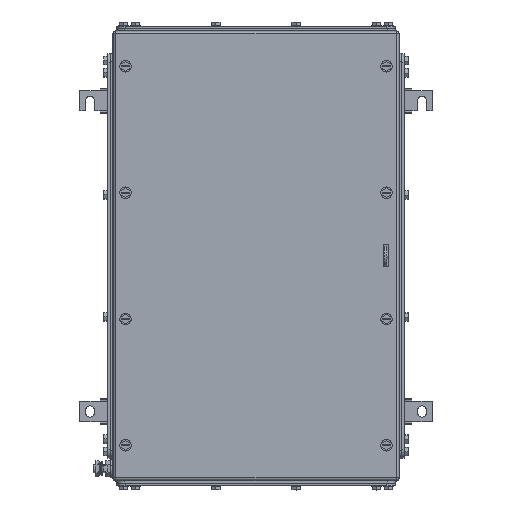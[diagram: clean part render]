
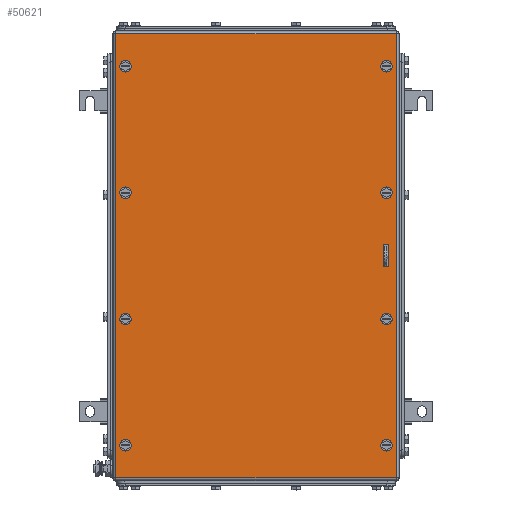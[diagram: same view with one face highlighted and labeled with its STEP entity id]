
A CAD part, top view. The second image highlights one B-rep face of the part: STEP entity #50621.
In plain terms, the highlighted planar face has unit normal (0, 0, 1).
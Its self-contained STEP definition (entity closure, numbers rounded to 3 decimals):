
#50389=AXIS2_PLACEMENT_3D('Circle Axis2P3D',#50387,#50388,$) ;
#50416=AXIS2_PLACEMENT_3D('Plane Axis2P3D',#50413,#50414,#50415) ;
#50454=AXIS2_PLACEMENT_3D('Circle Axis2P3D',#50452,#50453,$) ;
#50463=AXIS2_PLACEMENT_3D('Circle Axis2P3D',#50461,#50462,$) ;
#50472=AXIS2_PLACEMENT_3D('Circle Axis2P3D',#50470,#50471,$) ;
#50481=AXIS2_PLACEMENT_3D('Circle Axis2P3D',#50479,#50480,$) ;
#50490=AXIS2_PLACEMENT_3D('Circle Axis2P3D',#50488,#50489,$) ;
#50499=AXIS2_PLACEMENT_3D('Circle Axis2P3D',#50497,#50498,$) ;
#50508=AXIS2_PLACEMENT_3D('Circle Axis2P3D',#50506,#50507,$) ;
#50517=AXIS2_PLACEMENT_3D('Circle Axis2P3D',#50515,#50516,$) ;
#50526=AXIS2_PLACEMENT_3D('Circle Axis2P3D',#50524,#50525,$) ;
#50535=AXIS2_PLACEMENT_3D('Circle Axis2P3D',#50533,#50534,$) ;
#50544=AXIS2_PLACEMENT_3D('Circle Axis2P3D',#50542,#50543,$) ;
#50553=AXIS2_PLACEMENT_3D('Circle Axis2P3D',#50551,#50552,$) ;
#50562=AXIS2_PLACEMENT_3D('Circle Axis2P3D',#50560,#50561,$) ;
#50571=AXIS2_PLACEMENT_3D('Circle Axis2P3D',#50569,#50570,$) ;
#50580=AXIS2_PLACEMENT_3D('Circle Axis2P3D',#50578,#50579,$) ;
#50384=CARTESIAN_POINT('Vertex',(59.5,208.75,203.5)) ;
#50387=CARTESIAN_POINT('Axis2P3D Location',(56.,208.75,203.5)) ;
#50391=CARTESIAN_POINT('Vertex',(52.5,208.75,203.5)) ;
#50413=CARTESIAN_POINT('Axis2P3D Location',(215.5,286.,203.5)) ;
#50418=CARTESIAN_POINT('Line Origine',(215.5,557.5,203.5)) ;
#50422=CARTESIAN_POINT('Vertex',(387.,557.5,203.5)) ;
#50424=CARTESIAN_POINT('Vertex',(44.,557.5,203.5)) ;
#50427=CARTESIAN_POINT('Line Origine',(44.,286.,203.5)) ;
#50431=CARTESIAN_POINT('Vertex',(44.,14.5,203.5)) ;
#50434=CARTESIAN_POINT('Line Origine',(215.5,14.5,203.5)) ;
#50438=CARTESIAN_POINT('Vertex',(387.,14.5,203.5)) ;
#50441=CARTESIAN_POINT('Line Origine',(387.,286.,203.5)) ;
#50452=CARTESIAN_POINT('Axis2P3D Location',(56.,208.75,203.5)) ;
#50461=CARTESIAN_POINT('Axis2P3D Location',(56.,363.25,203.5)) ;
#50465=CARTESIAN_POINT('Vertex',(52.5,363.25,203.5)) ;
#50467=CARTESIAN_POINT('Vertex',(59.5,363.25,203.5)) ;
#50470=CARTESIAN_POINT('Axis2P3D Location',(56.,363.25,203.5)) ;
#50479=CARTESIAN_POINT('Axis2P3D Location',(375.,208.75,203.5)) ;
#50483=CARTESIAN_POINT('Vertex',(378.5,208.75,203.5)) ;
#50485=CARTESIAN_POINT('Vertex',(371.5,208.75,203.5)) ;
#50488=CARTESIAN_POINT('Axis2P3D Location',(375.,208.75,203.5)) ;
#50497=CARTESIAN_POINT('Axis2P3D Location',(375.,363.25,203.5)) ;
#50501=CARTESIAN_POINT('Vertex',(378.5,363.25,203.5)) ;
#50503=CARTESIAN_POINT('Vertex',(371.5,363.25,203.5)) ;
#50506=CARTESIAN_POINT('Axis2P3D Location',(375.,363.25,203.5)) ;
#50515=CARTESIAN_POINT('Axis2P3D Location',(56.,517.75,203.5)) ;
#50519=CARTESIAN_POINT('Vertex',(52.5,517.75,203.5)) ;
#50521=CARTESIAN_POINT('Vertex',(59.5,517.75,203.5)) ;
#50524=CARTESIAN_POINT('Axis2P3D Location',(56.,517.75,203.5)) ;
#50533=CARTESIAN_POINT('Axis2P3D Location',(56.,54.25,203.5)) ;
#50537=CARTESIAN_POINT('Vertex',(52.5,54.25,203.5)) ;
#50539=CARTESIAN_POINT('Vertex',(59.5,54.25,203.5)) ;
#50542=CARTESIAN_POINT('Axis2P3D Location',(56.,54.25,203.5)) ;
#50551=CARTESIAN_POINT('Axis2P3D Location',(375.,54.25,203.5)) ;
#50555=CARTESIAN_POINT('Vertex',(378.5,54.25,203.5)) ;
#50557=CARTESIAN_POINT('Vertex',(371.5,54.25,203.5)) ;
#50560=CARTESIAN_POINT('Axis2P3D Location',(375.,54.25,203.5)) ;
#50569=CARTESIAN_POINT('Axis2P3D Location',(375.,517.75,203.5)) ;
#50573=CARTESIAN_POINT('Vertex',(378.5,517.75,203.5)) ;
#50575=CARTESIAN_POINT('Vertex',(371.5,517.75,203.5)) ;
#50578=CARTESIAN_POINT('Axis2P3D Location',(375.,517.75,203.5)) ;
#50587=CARTESIAN_POINT('Line Origine',(374.75,272.5,203.5)) ;
#50591=CARTESIAN_POINT('Vertex',(378.,272.5,203.5)) ;
#50593=CARTESIAN_POINT('Vertex',(371.5,272.5,203.5)) ;
#50596=CARTESIAN_POINT('Line Origine',(371.5,286.,203.5)) ;
#50600=CARTESIAN_POINT('Vertex',(371.5,299.5,203.5)) ;
#50603=CARTESIAN_POINT('Line Origine',(374.75,299.5,203.5)) ;
#50607=CARTESIAN_POINT('Vertex',(378.,299.5,203.5)) ;
#50610=CARTESIAN_POINT('Line Origine',(378.,286.,203.5)) ;
#50388=DIRECTION('Axis2P3D Direction',(0.,0.,1.)) ;
#50414=DIRECTION('Axis2P3D Direction',(0.,0.,1.)) ;
#50415=DIRECTION('Axis2P3D XDirection',(1.,0.,0.)) ;
#50419=DIRECTION('Vector Direction',(1.,0.,0.)) ;
#50428=DIRECTION('Vector Direction',(0.,-1.,0.)) ;
#50435=DIRECTION('Vector Direction',(1.,0.,0.)) ;
#50442=DIRECTION('Vector Direction',(0.,1.,0.)) ;
#50453=DIRECTION('Axis2P3D Direction',(0.,0.,1.)) ;
#50462=DIRECTION('Axis2P3D Direction',(0.,0.,1.)) ;
#50471=DIRECTION('Axis2P3D Direction',(0.,0.,1.)) ;
#50480=DIRECTION('Axis2P3D Direction',(0.,0.,1.)) ;
#50489=DIRECTION('Axis2P3D Direction',(0.,0.,1.)) ;
#50498=DIRECTION('Axis2P3D Direction',(0.,0.,1.)) ;
#50507=DIRECTION('Axis2P3D Direction',(0.,0.,1.)) ;
#50516=DIRECTION('Axis2P3D Direction',(0.,0.,1.)) ;
#50525=DIRECTION('Axis2P3D Direction',(0.,0.,1.)) ;
#50534=DIRECTION('Axis2P3D Direction',(0.,0.,1.)) ;
#50543=DIRECTION('Axis2P3D Direction',(0.,0.,1.)) ;
#50552=DIRECTION('Axis2P3D Direction',(0.,0.,1.)) ;
#50561=DIRECTION('Axis2P3D Direction',(0.,0.,1.)) ;
#50570=DIRECTION('Axis2P3D Direction',(0.,0.,1.)) ;
#50579=DIRECTION('Axis2P3D Direction',(0.,0.,1.)) ;
#50588=DIRECTION('Vector Direction',(-1.,0.,0.)) ;
#50597=DIRECTION('Vector Direction',(0.,1.,0.)) ;
#50604=DIRECTION('Vector Direction',(1.,0.,0.)) ;
#50611=DIRECTION('Vector Direction',(0.,-1.,0.)) ;
#50420=VECTOR('Line Direction',#50419,1.) ;
#50429=VECTOR('Line Direction',#50428,1.) ;
#50436=VECTOR('Line Direction',#50435,1.) ;
#50443=VECTOR('Line Direction',#50442,1.) ;
#50589=VECTOR('Line Direction',#50588,1.) ;
#50598=VECTOR('Line Direction',#50597,1.) ;
#50605=VECTOR('Line Direction',#50604,1.) ;
#50612=VECTOR('Line Direction',#50611,1.) ;
#50447=ORIENTED_EDGE('',*,*,#50426,.T.) ;
#50448=ORIENTED_EDGE('',*,*,#50433,.T.) ;
#50449=ORIENTED_EDGE('',*,*,#50440,.T.) ;
#50450=ORIENTED_EDGE('',*,*,#50445,.T.) ;
#50458=ORIENTED_EDGE('',*,*,#50456,.F.) ;
#50459=ORIENTED_EDGE('',*,*,#50393,.F.) ;
#50476=ORIENTED_EDGE('',*,*,#50469,.F.) ;
#50477=ORIENTED_EDGE('',*,*,#50474,.F.) ;
#50494=ORIENTED_EDGE('',*,*,#50487,.F.) ;
#50495=ORIENTED_EDGE('',*,*,#50492,.F.) ;
#50512=ORIENTED_EDGE('',*,*,#50505,.F.) ;
#50513=ORIENTED_EDGE('',*,*,#50510,.F.) ;
#50530=ORIENTED_EDGE('',*,*,#50523,.F.) ;
#50531=ORIENTED_EDGE('',*,*,#50528,.F.) ;
#50548=ORIENTED_EDGE('',*,*,#50541,.F.) ;
#50549=ORIENTED_EDGE('',*,*,#50546,.F.) ;
#50566=ORIENTED_EDGE('',*,*,#50559,.F.) ;
#50567=ORIENTED_EDGE('',*,*,#50564,.F.) ;
#50584=ORIENTED_EDGE('',*,*,#50577,.F.) ;
#50585=ORIENTED_EDGE('',*,*,#50582,.F.) ;
#50616=ORIENTED_EDGE('',*,*,#50595,.T.) ;
#50617=ORIENTED_EDGE('',*,*,#50602,.T.) ;
#50618=ORIENTED_EDGE('',*,*,#50609,.T.) ;
#50619=ORIENTED_EDGE('',*,*,#50614,.T.) ;
#50460=FACE_BOUND('',#50457,.T.) ;
#50478=FACE_BOUND('',#50475,.T.) ;
#50496=FACE_BOUND('',#50493,.T.) ;
#50514=FACE_BOUND('',#50511,.T.) ;
#50532=FACE_BOUND('',#50529,.T.) ;
#50550=FACE_BOUND('',#50547,.T.) ;
#50568=FACE_BOUND('',#50565,.T.) ;
#50586=FACE_BOUND('',#50583,.T.) ;
#50620=FACE_BOUND('',#50615,.T.) ;
#50621=ADVANCED_FACE('ZUB_.2\\ZUB_DE_KTB_MH_620x450.1\\DE_KTB_MH_PART_MASTER.1\\Koerper.2',(#50451,#50460,#50478,#50496,#50514,#50532,#50550,#50568,#50586,#50620),#50417,.T.) ;
#50390=CIRCLE('generated circle',#50389,3.5) ;
#50455=CIRCLE('generated circle',#50454,3.5) ;
#50464=CIRCLE('generated circle',#50463,3.5) ;
#50473=CIRCLE('generated circle',#50472,3.5) ;
#50482=CIRCLE('generated circle',#50481,3.5) ;
#50491=CIRCLE('generated circle',#50490,3.5) ;
#50500=CIRCLE('generated circle',#50499,3.5) ;
#50509=CIRCLE('generated circle',#50508,3.5) ;
#50518=CIRCLE('generated circle',#50517,3.5) ;
#50527=CIRCLE('generated circle',#50526,3.5) ;
#50536=CIRCLE('generated circle',#50535,3.5) ;
#50545=CIRCLE('generated circle',#50544,3.5) ;
#50554=CIRCLE('generated circle',#50553,3.5) ;
#50563=CIRCLE('generated circle',#50562,3.5) ;
#50572=CIRCLE('generated circle',#50571,3.5) ;
#50581=CIRCLE('generated circle',#50580,3.5) ;
#50393=EDGE_CURVE('',#50385,#50392,#50390,.T.) ;
#50426=EDGE_CURVE('',#50423,#50425,#50421,.F.) ;
#50433=EDGE_CURVE('',#50425,#50432,#50430,.T.) ;
#50440=EDGE_CURVE('',#50432,#50439,#50437,.T.) ;
#50445=EDGE_CURVE('',#50439,#50423,#50444,.T.) ;
#50456=EDGE_CURVE('',#50392,#50385,#50455,.T.) ;
#50469=EDGE_CURVE('',#50466,#50468,#50464,.T.) ;
#50474=EDGE_CURVE('',#50468,#50466,#50473,.T.) ;
#50487=EDGE_CURVE('',#50484,#50486,#50482,.T.) ;
#50492=EDGE_CURVE('',#50486,#50484,#50491,.T.) ;
#50505=EDGE_CURVE('',#50502,#50504,#50500,.T.) ;
#50510=EDGE_CURVE('',#50504,#50502,#50509,.T.) ;
#50523=EDGE_CURVE('',#50520,#50522,#50518,.T.) ;
#50528=EDGE_CURVE('',#50522,#50520,#50527,.T.) ;
#50541=EDGE_CURVE('',#50538,#50540,#50536,.T.) ;
#50546=EDGE_CURVE('',#50540,#50538,#50545,.T.) ;
#50559=EDGE_CURVE('',#50556,#50558,#50554,.T.) ;
#50564=EDGE_CURVE('',#50558,#50556,#50563,.T.) ;
#50577=EDGE_CURVE('',#50574,#50576,#50572,.T.) ;
#50582=EDGE_CURVE('',#50576,#50574,#50581,.T.) ;
#50595=EDGE_CURVE('',#50592,#50594,#50590,.T.) ;
#50602=EDGE_CURVE('',#50594,#50601,#50599,.T.) ;
#50609=EDGE_CURVE('',#50601,#50608,#50606,.T.) ;
#50614=EDGE_CURVE('',#50608,#50592,#50613,.T.) ;
#50446=EDGE_LOOP('',(#50447,#50448,#50449,#50450)) ;
#50457=EDGE_LOOP('',(#50458,#50459)) ;
#50475=EDGE_LOOP('',(#50476,#50477)) ;
#50493=EDGE_LOOP('',(#50494,#50495)) ;
#50511=EDGE_LOOP('',(#50512,#50513)) ;
#50529=EDGE_LOOP('',(#50530,#50531)) ;
#50547=EDGE_LOOP('',(#50548,#50549)) ;
#50565=EDGE_LOOP('',(#50566,#50567)) ;
#50583=EDGE_LOOP('',(#50584,#50585)) ;
#50615=EDGE_LOOP('',(#50616,#50617,#50618,#50619)) ;
#50451=FACE_OUTER_BOUND('',#50446,.T.) ;
#50421=LINE('Line',#50418,#50420) ;
#50430=LINE('Line',#50427,#50429) ;
#50437=LINE('Line',#50434,#50436) ;
#50444=LINE('Line',#50441,#50443) ;
#50590=LINE('Line',#50587,#50589) ;
#50599=LINE('Line',#50596,#50598) ;
#50606=LINE('Line',#50603,#50605) ;
#50613=LINE('Line',#50610,#50612) ;
#50417=PLANE('',#50416) ;
#50385=VERTEX_POINT('',#50384) ;
#50392=VERTEX_POINT('',#50391) ;
#50423=VERTEX_POINT('',#50422) ;
#50425=VERTEX_POINT('',#50424) ;
#50432=VERTEX_POINT('',#50431) ;
#50439=VERTEX_POINT('',#50438) ;
#50466=VERTEX_POINT('',#50465) ;
#50468=VERTEX_POINT('',#50467) ;
#50484=VERTEX_POINT('',#50483) ;
#50486=VERTEX_POINT('',#50485) ;
#50502=VERTEX_POINT('',#50501) ;
#50504=VERTEX_POINT('',#50503) ;
#50520=VERTEX_POINT('',#50519) ;
#50522=VERTEX_POINT('',#50521) ;
#50538=VERTEX_POINT('',#50537) ;
#50540=VERTEX_POINT('',#50539) ;
#50556=VERTEX_POINT('',#50555) ;
#50558=VERTEX_POINT('',#50557) ;
#50574=VERTEX_POINT('',#50573) ;
#50576=VERTEX_POINT('',#50575) ;
#50592=VERTEX_POINT('',#50591) ;
#50594=VERTEX_POINT('',#50593) ;
#50601=VERTEX_POINT('',#50600) ;
#50608=VERTEX_POINT('',#50607) ;
